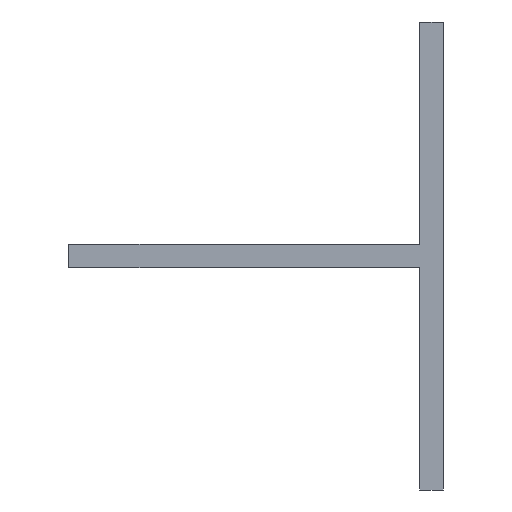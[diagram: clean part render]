
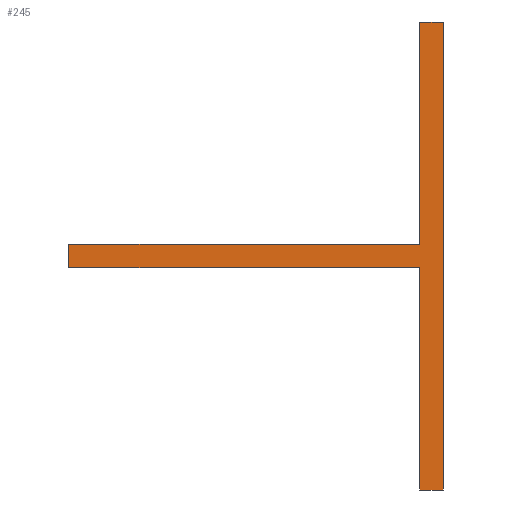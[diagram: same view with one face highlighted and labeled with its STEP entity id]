
A CAD part, left-side view. The second image highlights one B-rep face of the part: STEP entity #245.
In plain terms, the highlighted planar face has unit normal (-1, 0, 0).
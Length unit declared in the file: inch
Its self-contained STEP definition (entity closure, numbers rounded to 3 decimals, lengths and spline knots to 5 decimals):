
#19 = CARTESIAN_POINT ( 'NONE',  ( 0., 0.0625, 0. ) ) ;
#46 = VERTEX_POINT ( 'NONE', #451 ) ;
#47 = CARTESIAN_POINT ( 'NONE',  ( 0., 0.0625, -0.65625 ) ) ;
#63 = EDGE_CURVE ( 'NONE', #88, #169, #635, .T. ) ;
#70 = ORIENTED_EDGE ( 'NONE', *, *, #636, .F. ) ;
#75 = VECTOR ( 'NONE', #532, 39.37008 ) ;
#81 = CARTESIAN_POINT ( 'NONE',  ( 0., 0.0625, -1.25 ) ) ;
#82 = VECTOR ( 'NONE', #219, 39.37008 ) ;
#88 = VERTEX_POINT ( 'NONE', #587 ) ;
#118 = ORIENTED_EDGE ( 'NONE', *, *, #63, .F. ) ;
#144 = ORIENTED_EDGE ( 'NONE', *, *, #383, .F. ) ;
#168 = DIRECTION ( 'NONE',  ( 0., 1., 0. ) ) ;
#169 = VERTEX_POINT ( 'NONE', #231 ) ;
#181 = EDGE_CURVE ( 'NONE', #169, #340, #720, .T. ) ;
#192 = VECTOR ( 'NONE', #168, 39.37008 ) ;
#212 = VERTEX_POINT ( 'NONE', #47 ) ;
#219 = DIRECTION ( 'NONE',  ( 0., -1., 0. ) ) ;
#230 = LINE ( 'NONE', #468, #75 ) ;
#231 = CARTESIAN_POINT ( 'NONE',  ( 0., 0., -1.25 ) ) ;
#243 = DIRECTION ( 'NONE',  ( -1., 0., 0. ) ) ;
#245 = ADVANCED_FACE ( 'NONE', ( #560 ), #709, .T. ) ;
#255 = DIRECTION ( 'NONE',  ( 0., 0., 1. ) ) ;
#294 = VECTOR ( 'NONE', #547, 39.37008 ) ;
#310 = CARTESIAN_POINT ( 'NONE',  ( 0., 1., -0.65625 ) ) ;
#321 = EDGE_CURVE ( 'NONE', #212, #543, #230, .T. ) ;
#323 = CARTESIAN_POINT ( 'NONE',  ( 0., 0.0625, -0.59375 ) ) ;
#328 = CARTESIAN_POINT ( 'NONE',  ( 0., 0.0625, -0.59375 ) ) ;
#340 = VERTEX_POINT ( 'NONE', #534 ) ;
#343 = CARTESIAN_POINT ( 'NONE',  ( 0., 0., 0. ) ) ;
#359 = EDGE_CURVE ( 'NONE', #46, #736, #517, .T. ) ;
#362 = ORIENTED_EDGE ( 'NONE', *, *, #465, .F. ) ;
#368 = VECTOR ( 'NONE', #255, 39.37008 ) ;
#381 = DIRECTION ( 'NONE',  ( 0., 0., 1. ) ) ;
#383 = EDGE_CURVE ( 'NONE', #543, #46, #496, .T. ) ;
#386 = EDGE_LOOP ( 'NONE', ( #362, #500, #118, #418, #70, #434, #144, #499 ) ) ;
#411 = VERTEX_POINT ( 'NONE', #19 ) ;
#416 = DIRECTION ( 'NONE',  ( 0., 0., 1. ) ) ;
#418 = ORIENTED_EDGE ( 'NONE', *, *, #595, .F. ) ;
#434 = ORIENTED_EDGE ( 'NONE', *, *, #359, .F. ) ;
#438 = CARTESIAN_POINT ( 'NONE',  ( 0., 1., -0.65625 ) ) ;
#439 = LINE ( 'NONE', #323, #538 ) ;
#447 = CARTESIAN_POINT ( 'NONE',  ( 0., 0., 0. ) ) ;
#451 = CARTESIAN_POINT ( 'NONE',  ( 0., 1., -0.59375 ) ) ;
#465 = EDGE_CURVE ( 'NONE', #340, #212, #626, .T. ) ;
#468 = CARTESIAN_POINT ( 'NONE',  ( 0., 0.0625, -0.65625 ) ) ;
#496 = LINE ( 'NONE', #310, #294 ) ;
#499 = ORIENTED_EDGE ( 'NONE', *, *, #321, .F. ) ;
#500 = ORIENTED_EDGE ( 'NONE', *, *, #181, .F. ) ;
#508 = LINE ( 'NONE', #745, #82 ) ;
#517 = LINE ( 'NONE', #653, #592 ) ;
#532 = DIRECTION ( 'NONE',  ( 0., 1., 0. ) ) ;
#534 = CARTESIAN_POINT ( 'NONE',  ( 0., 0.0625, -1.25 ) ) ;
#538 = VECTOR ( 'NONE', #381, 39.37008 ) ;
#543 = VERTEX_POINT ( 'NONE', #438 ) ;
#547 = DIRECTION ( 'NONE',  ( 0., 0., 1. ) ) ;
#555 = AXIS2_PLACEMENT_3D ( 'NONE', #343, #243, #416 ) ;
#560 = FACE_OUTER_BOUND ( 'NONE', #386, .T. ) ;
#563 = DIRECTION ( 'NONE',  ( 0., 0., -1. ) ) ;
#583 = CARTESIAN_POINT ( 'NONE',  ( 0., 0., -1.25 ) ) ;
#587 = CARTESIAN_POINT ( 'NONE',  ( 0., 0., 0. ) ) ;
#592 = VECTOR ( 'NONE', #715, 39.37008 ) ;
#595 = EDGE_CURVE ( 'NONE', #411, #88, #508, .T. ) ;
#626 = LINE ( 'NONE', #81, #368 ) ;
#635 = LINE ( 'NONE', #447, #675 ) ;
#636 = EDGE_CURVE ( 'NONE', #736, #411, #439, .T. ) ;
#653 = CARTESIAN_POINT ( 'NONE',  ( 0., 1., -0.59375 ) ) ;
#675 = VECTOR ( 'NONE', #563, 39.37008 ) ;
#709 = PLANE ( 'NONE',  #555 ) ;
#715 = DIRECTION ( 'NONE',  ( 0., -1., 0. ) ) ;
#720 = LINE ( 'NONE', #583, #192 ) ;
#736 = VERTEX_POINT ( 'NONE', #328 ) ;
#745 = CARTESIAN_POINT ( 'NONE',  ( 0., 0.0625, 0. ) ) ;
